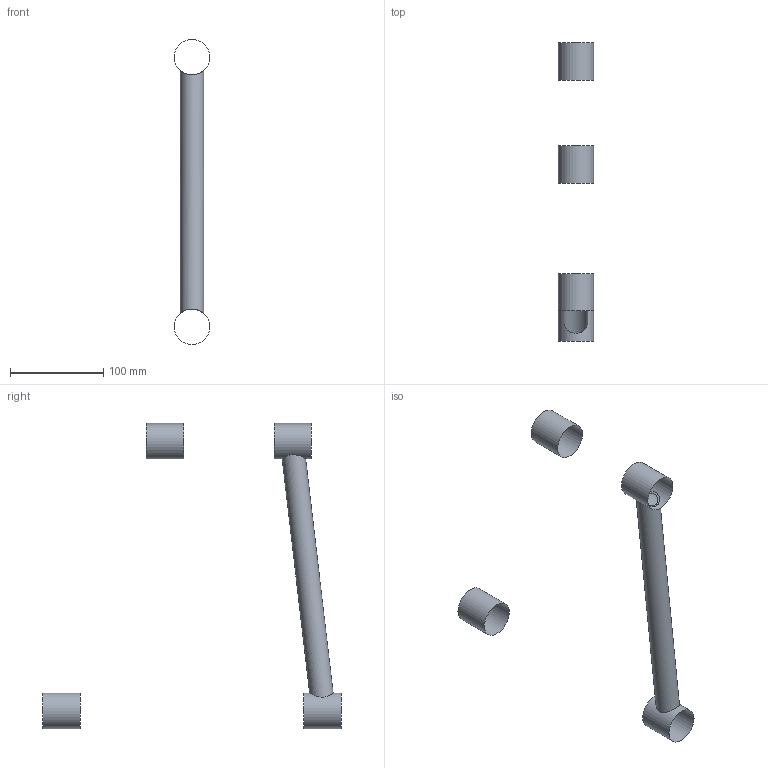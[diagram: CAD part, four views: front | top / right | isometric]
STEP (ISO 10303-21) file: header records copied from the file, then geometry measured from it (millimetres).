
FILE_DESCRIPTION(/* description */ (''),/* implementation_level */ '2;1');
FILE_NAME(/* name */ 'PRT0005.stp',/* time_stamp */ '2016-06-02T11:10:35+02:00',/* author */ (''),/* organization */ (''),/* preprocessor_version */ 'ST-DEVELOPER v16.5',/* originating_system */ 'Autodesk Translation Framework v5.0.0.3310',/* authorisation */ '');
FILE_SCHEMA (('AUTOMOTIVE_DESIGN { 1 0 10303 214 3 1 1 }'));
Length unit declared in the file: centimetre
Products named in the file (1): PRT0005
Bounding box: 38 x 320 x 327 mm (x, y, z)
Volume: 37076.9 mm3; surface area: 76720.1 mm2
Topology: 1 solids, 6 shells, 9 faces, 24 edges, 17 vertices
Faces by surface type: cylinder 9
Full cylindrical faces by diameter (mm): 21 x1, 25 x2, 38 x4
Entity records: 595 total; most frequent: CARTESIAN_POINT 376, DIRECTION 36, ORIENTED_EDGE 20, EDGE_LOOP 18, AXIS2_PLACEMENT_3D 18, VERTEX_POINT 16, EDGE_CURVE 16, FACE_BOUND 9
